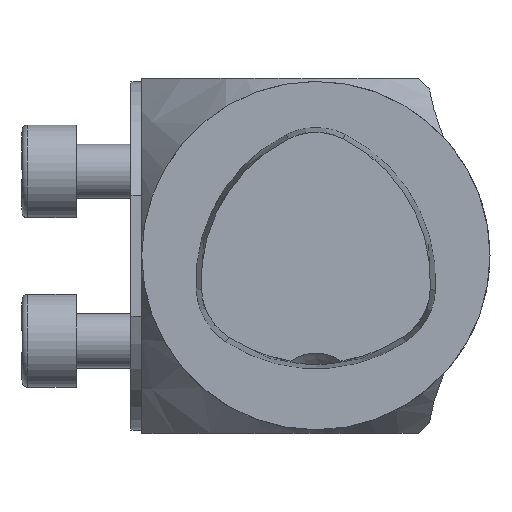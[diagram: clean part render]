
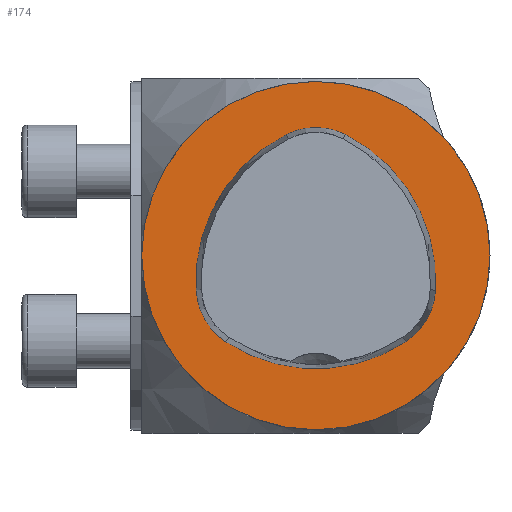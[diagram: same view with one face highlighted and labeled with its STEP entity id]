
A CAD part, top view. The second image highlights one B-rep face of the part: STEP entity #174.
In plain terms, the highlighted planar face has unit normal (0, 0, 1).
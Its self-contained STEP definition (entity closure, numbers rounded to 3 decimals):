
#50=FACE_BOUND('',#266,.T.);
#51=FACE_BOUND('',#267,.T.);
#91=CIRCLE('',#716,16.);
#99=CIRCLE('',#727,15.063);
#102=CIRCLE('',#731,6.063);
#104=CIRCLE('',#734,6.063);
#106=CIRCLE('',#737,15.063);
#108=CIRCLE('',#740,6.063);
#110=CIRCLE('',#743,15.063);
#174=ADVANCED_FACE('',(#50,#51),#210,.T.);
#210=PLANE('',#746);
#266=EDGE_LOOP('',(#379));
#267=EDGE_LOOP('',(#380,#381,#382,#383,#384,#385));
#379=ORIENTED_EDGE('',*,*,#560,.F.);
#380=ORIENTED_EDGE('',*,*,#585,.F.);
#381=ORIENTED_EDGE('',*,*,#587,.F.);
#382=ORIENTED_EDGE('',*,*,#575,.F.);
#383=ORIENTED_EDGE('',*,*,#571,.F.);
#384=ORIENTED_EDGE('',*,*,#579,.F.);
#385=ORIENTED_EDGE('',*,*,#582,.F.);
#497=VERTEX_POINT('',#1061);
#506=VERTEX_POINT('',#1107);
#507=VERTEX_POINT('',#1109);
#510=VERTEX_POINT('',#1117);
#512=VERTEX_POINT('',#1123);
#514=VERTEX_POINT('',#1129);
#516=VERTEX_POINT('',#1135);
#560=EDGE_CURVE('',#497,#497,#91,.T.);
#571=EDGE_CURVE('',#506,#507,#99,.T.);
#575=EDGE_CURVE('',#507,#510,#102,.T.);
#579=EDGE_CURVE('',#512,#506,#104,.T.);
#582=EDGE_CURVE('',#514,#512,#106,.T.);
#585=EDGE_CURVE('',#516,#514,#108,.T.);
#587=EDGE_CURVE('',#510,#516,#110,.T.);
#716=AXIS2_PLACEMENT_3D('',#1060,#823,#824);
#727=AXIS2_PLACEMENT_3D('',#1108,#846,#847);
#731=AXIS2_PLACEMENT_3D('',#1116,#855,#856);
#734=AXIS2_PLACEMENT_3D('',#1124,#863,#864);
#737=AXIS2_PLACEMENT_3D('',#1130,#870,#871);
#740=AXIS2_PLACEMENT_3D('',#1136,#877,#878);
#743=AXIS2_PLACEMENT_3D('',#1139,#883,#884);
#746=AXIS2_PLACEMENT_3D('',#1142,#889,#890);
#823=DIRECTION('',(0.,0.,-1.));
#824=DIRECTION('',(-1.,0.,0.));
#846=DIRECTION('',(0.,0.,1.));
#847=DIRECTION('',(1.,0.,0.));
#855=DIRECTION('',(0.,0.,1.));
#856=DIRECTION('',(1.,0.,0.));
#863=DIRECTION('',(0.,0.,1.));
#864=DIRECTION('',(1.,0.,0.));
#870=DIRECTION('',(0.,0.,1.));
#871=DIRECTION('',(1.,0.,0.));
#877=DIRECTION('',(0.,0.,1.));
#878=DIRECTION('',(1.,0.,0.));
#883=DIRECTION('',(0.,0.,1.));
#884=DIRECTION('',(1.,0.,0.));
#889=DIRECTION('',(0.,0.,1.));
#890=DIRECTION('',(0.,1.,0.));
#1060=CARTESIAN_POINT('',(0.,0.,0.));
#1061=CARTESIAN_POINT('',(-16.,0.,0.));
#1107=CARTESIAN_POINT('',(-8.262,-7.919,0.));
#1108=CARTESIAN_POINT('',(0.,4.675,0.));
#1109=CARTESIAN_POINT('',(8.262,-7.919,0.));
#1116=CARTESIAN_POINT('',(4.936,-2.85,0.));
#1117=CARTESIAN_POINT('',(10.989,-3.195,0.));
#1123=CARTESIAN_POINT('',(-10.989,-3.195,0.));
#1124=CARTESIAN_POINT('',(-4.936,-2.85,0.));
#1129=CARTESIAN_POINT('',(-2.728,11.115,0.));
#1130=CARTESIAN_POINT('',(4.049,-2.338,0.));
#1135=CARTESIAN_POINT('',(2.728,11.115,0.));
#1136=CARTESIAN_POINT('',(0.,5.7,0.));
#1139=CARTESIAN_POINT('',(-4.049,-2.338,0.));
#1142=CARTESIAN_POINT('',(-8.,0.,0.));
